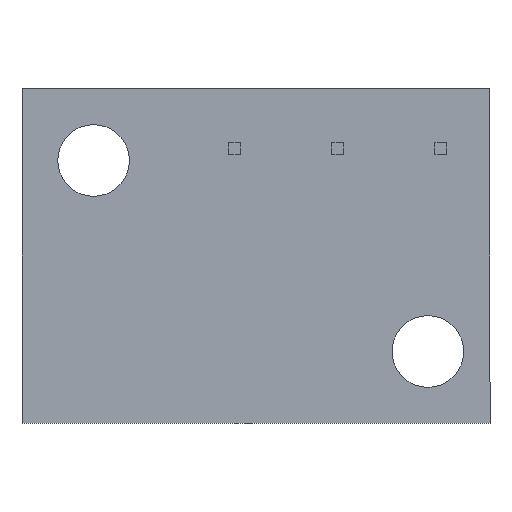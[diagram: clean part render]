
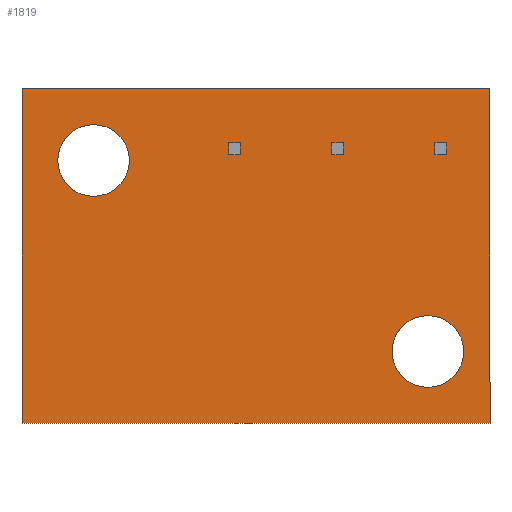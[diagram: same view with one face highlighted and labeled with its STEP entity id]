
A CAD part, front view. The second image highlights one B-rep face of the part: STEP entity #1819.
In plain terms, the highlighted planar face has unit normal (0, -1, 0).
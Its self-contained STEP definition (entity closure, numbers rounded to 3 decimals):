
#205=LINE('',#2709,#436);
#206=LINE('',#2711,#437);
#207=LINE('',#2713,#438);
#208=LINE('',#2714,#439);
#209=LINE('',#2719,#440);
#210=LINE('',#2721,#441);
#211=LINE('',#2723,#442);
#212=LINE('',#2724,#443);
#213=LINE('',#2727,#444);
#214=LINE('',#2729,#445);
#215=LINE('',#2731,#446);
#216=LINE('',#2732,#447);
#217=LINE('',#2735,#448);
#218=LINE('',#2737,#449);
#219=LINE('',#2739,#450);
#220=LINE('',#2740,#451);
#436=VECTOR('',#2223,10.);
#437=VECTOR('',#2224,10.);
#438=VECTOR('',#2225,10.);
#439=VECTOR('',#2226,10.);
#440=VECTOR('',#2229,10.);
#441=VECTOR('',#2230,10.);
#442=VECTOR('',#2231,10.);
#443=VECTOR('',#2232,10.);
#444=VECTOR('',#2233,10.);
#445=VECTOR('',#2234,10.);
#446=VECTOR('',#2235,10.);
#447=VECTOR('',#2236,10.);
#448=VECTOR('',#2237,10.);
#449=VECTOR('',#2238,10.);
#450=VECTOR('',#2239,10.);
#451=VECTOR('',#2240,10.);
#581=PLANE('',#1923);
#629=FACE_BOUND('',#792,.T.);
#630=FACE_BOUND('',#793,.T.);
#631=FACE_BOUND('',#794,.T.);
#632=FACE_BOUND('',#795,.T.);
#633=FACE_BOUND('',#796,.T.);
#691=FACE_OUTER_BOUND('',#791,.T.);
#791=EDGE_LOOP('',(#1543,#1544,#1545,#1546));
#792=EDGE_LOOP('',(#1547));
#793=EDGE_LOOP('',(#1548));
#794=EDGE_LOOP('',(#1549,#1550,#1551,#1552));
#795=EDGE_LOOP('',(#1553,#1554,#1555,#1556));
#796=EDGE_LOOP('',(#1557,#1558,#1559,#1560));
#848=CIRCLE('',#1866,1.5);
#857=CIRCLE('',#1924,1.5);
#862=VERTEX_POINT('',#2421);
#959=VERTEX_POINT('',#2707);
#960=VERTEX_POINT('',#2708);
#961=VERTEX_POINT('',#2710);
#962=VERTEX_POINT('',#2712);
#963=VERTEX_POINT('',#2715);
#964=VERTEX_POINT('',#2717);
#965=VERTEX_POINT('',#2718);
#966=VERTEX_POINT('',#2720);
#967=VERTEX_POINT('',#2722);
#968=VERTEX_POINT('',#2725);
#969=VERTEX_POINT('',#2726);
#970=VERTEX_POINT('',#2728);
#971=VERTEX_POINT('',#2730);
#972=VERTEX_POINT('',#2733);
#973=VERTEX_POINT('',#2734);
#974=VERTEX_POINT('',#2736);
#975=VERTEX_POINT('',#2738);
#1028=EDGE_CURVE('',#862,#862,#848,.T.);
#1168=EDGE_CURVE('',#959,#960,#205,.T.);
#1169=EDGE_CURVE('',#960,#961,#206,.T.);
#1170=EDGE_CURVE('',#961,#962,#207,.T.);
#1171=EDGE_CURVE('',#962,#959,#208,.T.);
#1172=EDGE_CURVE('',#963,#963,#857,.T.);
#1173=EDGE_CURVE('',#964,#965,#209,.T.);
#1174=EDGE_CURVE('',#966,#964,#210,.T.);
#1175=EDGE_CURVE('',#967,#966,#211,.T.);
#1176=EDGE_CURVE('',#965,#967,#212,.T.);
#1177=EDGE_CURVE('',#968,#969,#213,.T.);
#1178=EDGE_CURVE('',#970,#968,#214,.T.);
#1179=EDGE_CURVE('',#971,#970,#215,.T.);
#1180=EDGE_CURVE('',#969,#971,#216,.T.);
#1181=EDGE_CURVE('',#972,#973,#217,.T.);
#1182=EDGE_CURVE('',#974,#972,#218,.T.);
#1183=EDGE_CURVE('',#975,#974,#219,.T.);
#1184=EDGE_CURVE('',#973,#975,#220,.T.);
#1543=ORIENTED_EDGE('',*,*,#1168,.T.);
#1544=ORIENTED_EDGE('',*,*,#1169,.T.);
#1545=ORIENTED_EDGE('',*,*,#1170,.T.);
#1546=ORIENTED_EDGE('',*,*,#1171,.T.);
#1547=ORIENTED_EDGE('',*,*,#1028,.T.);
#1548=ORIENTED_EDGE('',*,*,#1172,.T.);
#1549=ORIENTED_EDGE('',*,*,#1173,.F.);
#1550=ORIENTED_EDGE('',*,*,#1174,.F.);
#1551=ORIENTED_EDGE('',*,*,#1175,.F.);
#1552=ORIENTED_EDGE('',*,*,#1176,.F.);
#1553=ORIENTED_EDGE('',*,*,#1177,.F.);
#1554=ORIENTED_EDGE('',*,*,#1178,.F.);
#1555=ORIENTED_EDGE('',*,*,#1179,.F.);
#1556=ORIENTED_EDGE('',*,*,#1180,.F.);
#1557=ORIENTED_EDGE('',*,*,#1181,.F.);
#1558=ORIENTED_EDGE('',*,*,#1182,.F.);
#1559=ORIENTED_EDGE('',*,*,#1183,.F.);
#1560=ORIENTED_EDGE('',*,*,#1184,.F.);
#1819=ADVANCED_FACE('',(#691,#629,#630,#631,#632,#633),#581,.T.);
#1866=AXIS2_PLACEMENT_3D('',#2422,#1976,#1977);
#1923=AXIS2_PLACEMENT_3D('',#2706,#2221,#2222);
#1924=AXIS2_PLACEMENT_3D('',#2716,#2227,#2228);
#1976=DIRECTION('center_axis',(0.,1.,0.));
#1977=DIRECTION('ref_axis',(-1.,0.,0.));
#2221=DIRECTION('center_axis',(0.,-1.,0.));
#2222=DIRECTION('ref_axis',(0.,0.,-1.));
#2223=DIRECTION('',(-1.,0.,0.));
#2224=DIRECTION('',(0.,0.,-1.));
#2225=DIRECTION('',(1.,0.,0.));
#2226=DIRECTION('',(0.,0.,1.));
#2227=DIRECTION('center_axis',(0.,1.,0.));
#2228=DIRECTION('ref_axis',(-1.,0.,0.));
#2229=DIRECTION('',(0.,0.,-1.));
#2230=DIRECTION('',(-1.,0.,0.));
#2231=DIRECTION('',(0.,0.,1.));
#2232=DIRECTION('',(1.,0.,0.));
#2233=DIRECTION('',(-1.,0.,0.));
#2234=DIRECTION('',(0.,0.,1.));
#2235=DIRECTION('',(1.,0.,0.));
#2236=DIRECTION('',(0.,0.,-1.));
#2237=DIRECTION('',(-1.,0.,0.));
#2238=DIRECTION('',(0.,0.,1.));
#2239=DIRECTION('',(1.,0.,0.));
#2240=DIRECTION('',(0.,0.,-1.));
#2421=CARTESIAN_POINT('',(5.28,0.41,-5.2));
#2422=CARTESIAN_POINT('Origin',(3.78,0.41,-5.2));
#2706=CARTESIAN_POINT('Origin',(-3.42,0.41,-1.2));
#2707=CARTESIAN_POINT('',(6.38,0.41,5.8));
#2708=CARTESIAN_POINT('',(-13.22,0.41,5.8));
#2709=CARTESIAN_POINT('',(6.38,0.41,5.8));
#2710=CARTESIAN_POINT('',(-13.22,0.41,-8.2));
#2711=CARTESIAN_POINT('',(-13.22,0.41,5.8));
#2712=CARTESIAN_POINT('',(6.38,0.41,-8.2));
#2713=CARTESIAN_POINT('',(-13.22,0.41,-8.2));
#2714=CARTESIAN_POINT('',(6.38,0.41,-8.2));
#2715=CARTESIAN_POINT('',(-8.72,0.41,2.8));
#2716=CARTESIAN_POINT('Origin',(-10.22,0.41,2.8));
#2717=CARTESIAN_POINT('',(-0.25,0.41,3.55));
#2718=CARTESIAN_POINT('',(-0.25,0.41,3.05));
#2719=CARTESIAN_POINT('',(-0.25,0.41,0.584));
#2720=CARTESIAN_POINT('',(0.25,0.41,3.55));
#2721=CARTESIAN_POINT('',(-1.71,0.41,3.55));
#2722=CARTESIAN_POINT('',(0.25,0.41,3.05));
#2723=CARTESIAN_POINT('',(0.25,0.41,0.584));
#2724=CARTESIAN_POINT('',(-1.71,0.41,3.05));
#2725=CARTESIAN_POINT('',(4.57,0.41,3.55));
#2726=CARTESIAN_POINT('',(4.07,0.41,3.55));
#2727=CARTESIAN_POINT('',(0.45,0.41,3.55));
#2728=CARTESIAN_POINT('',(4.57,0.41,3.05));
#2729=CARTESIAN_POINT('',(4.57,0.41,0.584));
#2730=CARTESIAN_POINT('',(4.07,0.41,3.05));
#2731=CARTESIAN_POINT('',(0.45,0.41,3.05));
#2732=CARTESIAN_POINT('',(4.07,0.41,0.584));
#2733=CARTESIAN_POINT('',(-4.07,0.41,3.55));
#2734=CARTESIAN_POINT('',(-4.57,0.41,3.55));
#2735=CARTESIAN_POINT('',(-3.87,0.41,3.55));
#2736=CARTESIAN_POINT('',(-4.07,0.41,3.05));
#2737=CARTESIAN_POINT('',(-4.07,0.41,0.584));
#2738=CARTESIAN_POINT('',(-4.57,0.41,3.05));
#2739=CARTESIAN_POINT('',(-3.87,0.41,3.05));
#2740=CARTESIAN_POINT('',(-4.57,0.41,0.584));
